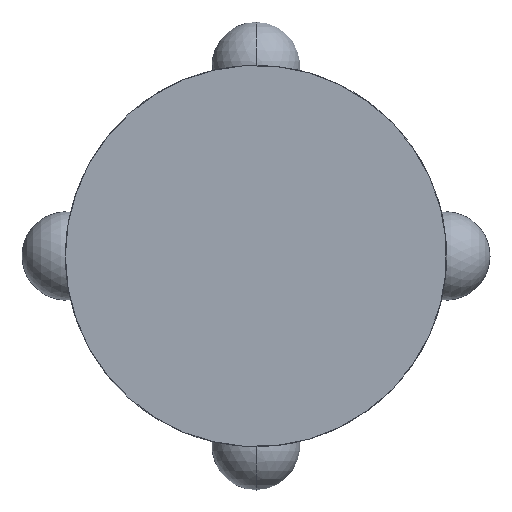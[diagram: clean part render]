
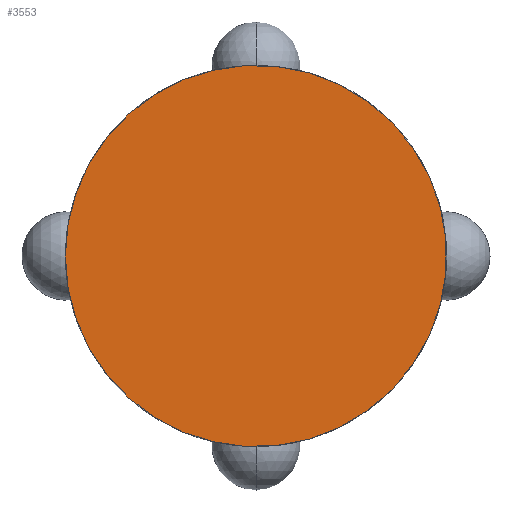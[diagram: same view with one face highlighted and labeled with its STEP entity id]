
A CAD part, front view. The second image highlights one B-rep face of the part: STEP entity #3553.
In plain terms, the highlighted planar face has unit normal (0, -1, 0).
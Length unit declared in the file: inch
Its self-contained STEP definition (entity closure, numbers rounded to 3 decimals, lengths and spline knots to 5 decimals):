
#195=CARTESIAN_POINT('',(0.,-1.527,0.));
#196=DIRECTION('',(0.,-1.,0.));
#197=DIRECTION('',(0.11,0.,0.994));
#198=AXIS2_PLACEMENT_3D('',#195,#196,#197);
#200=CARTESIAN_POINT('',(0.,-1.527,0.));
#201=DIRECTION('',(0.,-1.,0.));
#202=DIRECTION('',(0.11,0.,-0.994));
#203=AXIS2_PLACEMENT_3D('',#200,#201,#202);
#2883=CARTESIAN_POINT('',(0.13068,-1.527,-1.18029));
#2884=VERTEX_POINT('',#2883);
#2887=CARTESIAN_POINT('',(0.13068,-1.527,1.18029));
#2888=VERTEX_POINT('',#2887);
#3544=CARTESIAN_POINT('',(1.343,-1.527,0.));
#3545=DIRECTION('',(0.,-1.,0.));
#3546=DIRECTION('',(-1.,0.,0.));
#3547=AXIS2_PLACEMENT_3D('',#3544,#3545,#3546);
#3548=PLANE('',#3547);
#3549=ORIENTED_EDGE('',*,*,#3527,.F.);
#3550=ORIENTED_EDGE('',*,*,#3506,.F.);
#3551=EDGE_LOOP('',(#3549,#3550));
#3552=FACE_OUTER_BOUND('',#3551,.F.);
#3553=ADVANCED_FACE('',(#3552),#3548,.T.);
#199=CIRCLE('',#198,1.1875);
#204=CIRCLE('',#203,1.1875);
#3506=EDGE_CURVE('',#2888,#2884,#199,.T.);
#3527=EDGE_CURVE('',#2884,#2888,#204,.T.);
